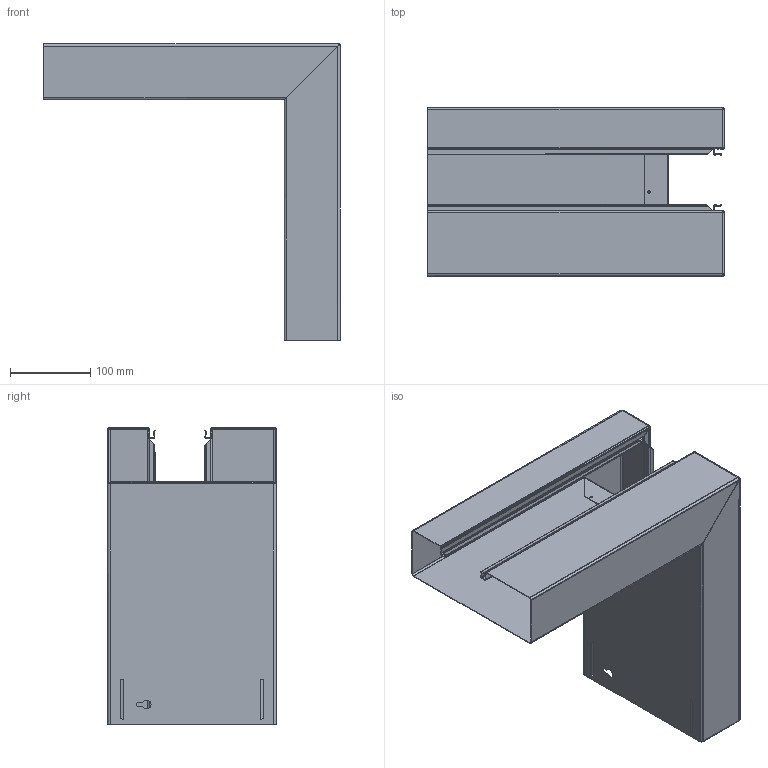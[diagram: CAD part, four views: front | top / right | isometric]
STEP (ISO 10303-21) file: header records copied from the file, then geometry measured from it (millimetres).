
FILE_DESCRIPTION (( 'STEP AP214' ), '1' );
FILE_NAME ('6278010.stp', '2016-06-03T06:05:27', ( '' ), ( '' ), 'SwSTEP 2.0', 'SolidWorks 2014', '' );
FILE_SCHEMA (( 'AUTOMOTIVE_DESIGN' ));
Length unit declared in the file: millimetre
Products named in the file (1): 6278010
Bounding box: 369.52 x 210 x 369.52 mm (x, y, z)
Volume: 356482.8 mm3; surface area: 716586.1 mm2
Topology: 1 solids, 1 shells, 297 faces, 650 edges, 360 vertices
Faces by surface type: plane 187, cylinder 74, bspline 24, cone 12
Entity records: 8360 total; most frequent: CARTESIAN_POINT 2112, ORIENTED_EDGE 1300, DIRECTION 1220, EDGE_CURVE 650, LINE 412, VECTOR 412, AXIS2_PLACEMENT_3D 404, VERTEX_POINT 360
